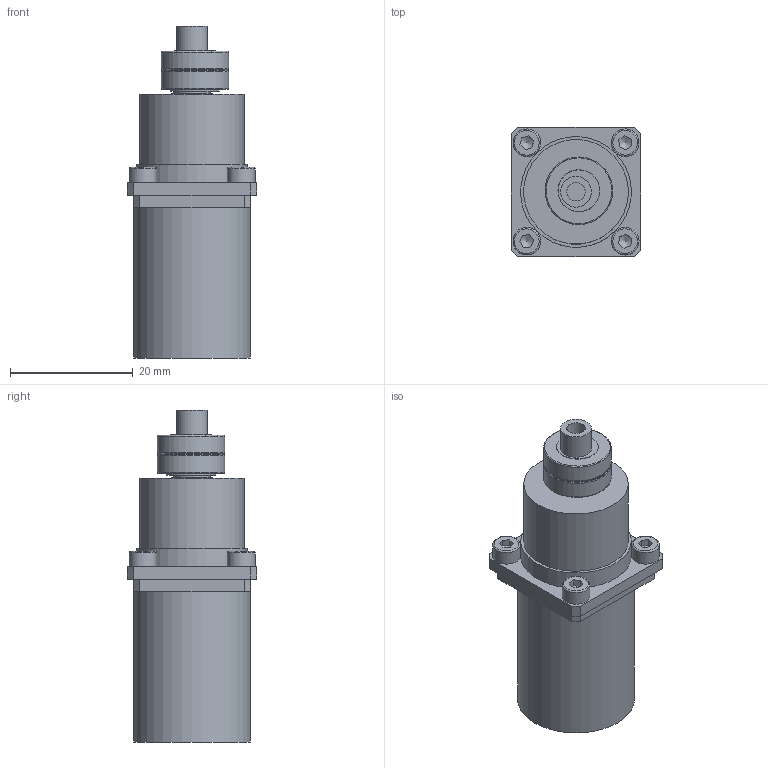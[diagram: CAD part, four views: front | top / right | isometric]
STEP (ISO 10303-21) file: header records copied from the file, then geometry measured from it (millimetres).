
FILE_DESCRIPTION(/* description */ (''),/* implementation_level */ '2;1');
FILE_NAME(/* name */ 'model_product_id160.stp',/* time_stamp */ '2016-08-05T18:14:37+02:00',/* author */ ('SD'),/* organization */ ('Micromotion GmbH Germany'),/* preprocessor_version */ 'ST-DEVELOPER v16.1',/* originating_system */ 'Autodesk Inventor 2016',/* authorisation */ '');
FILE_SCHEMA (('AUTOMOTIVE_DESIGN { 1 0 10303 214 3 1 1 }'));
Length unit declared in the file: millimetre
Products named in the file (1): MEA-10-120-1-ST-SPM0007_Shrinkwrap_1
Bounding box: 21 x 21 x 54 mm (x, y, z)
Volume: 12703 mm3; surface area: 4074.9 mm2
Topology: 1 solids, 1 shells, 105 faces, 234 edges, 151 vertices
Faces by surface type: plane 68, cylinder 20, cone 9, torus 8
Full cylindrical faces by diameter (mm): 2.013 x4, 3 x1, 4.5 x4, 5 x1, 6.85 x1, 8 x1, 10.8 x1, 11 x2, 17 x1, 18 x1, 19 x1
Entity records: 2760 total; most frequent: CARTESIAN_POINT 484, DIRECTION 434, ORIENTED_EDGE 378, EDGE_CURVE 189, AXIS2_PLACEMENT_3D 163, EDGE_LOOP 160, VERTEX_POINT 141, LINE 108
